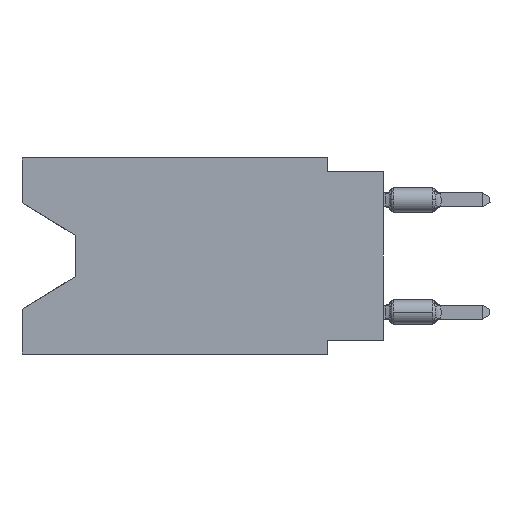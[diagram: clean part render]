
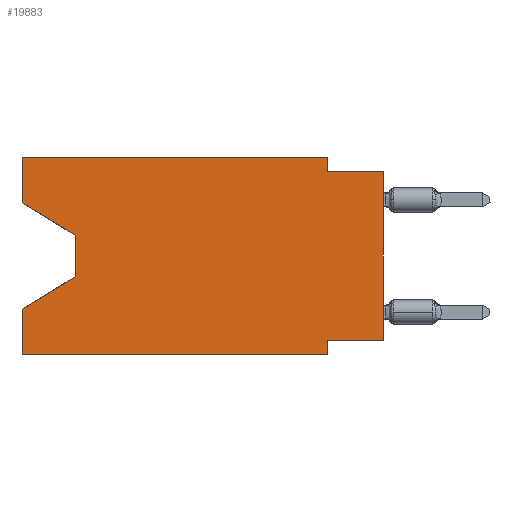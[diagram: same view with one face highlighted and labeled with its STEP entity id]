
A CAD part, left-side view. The second image highlights one B-rep face of the part: STEP entity #19883.
In plain terms, the highlighted planar face has unit normal (-1, 0, 0).
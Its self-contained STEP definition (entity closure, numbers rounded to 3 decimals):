
#727 = VECTOR ( 'NONE', #28922, 1000. ) ;
#1361 = DIRECTION ( 'NONE',  ( 0., 0., 1. ) ) ;
#1412 = EDGE_LOOP ( 'NONE', ( #16453, #7974, #27792, #24011, #30396, #12863, #23701, #25982, #31538, #11761, #10848, #22680 ) ) ;
#1847 = VERTEX_POINT ( 'NONE', #19843 ) ;
#2140 = CARTESIAN_POINT ( 'NONE',  ( 0., 16.383, 0. ) ) ;
#2207 = CARTESIAN_POINT ( 'NONE',  ( 0., 16.383, -6.852 ) ) ;
#2668 = EDGE_CURVE ( 'NONE', #7828, #15791, #23358, .T. ) ;
#2960 = CARTESIAN_POINT ( 'NONE',  ( 0., 16.383, 0. ) ) ;
#3095 = VERTEX_POINT ( 'NONE', #10931 ) ;
#4200 = CARTESIAN_POINT ( 'NONE',  ( 0., 16.383, -8.89 ) ) ;
#4451 = VECTOR ( 'NONE', #27802, 1000. ) ;
#4776 = EDGE_CURVE ( 'NONE', #18459, #4988, #27524, .T. ) ;
#4988 = VERTEX_POINT ( 'NONE', #20421 ) ;
#5125 = VERTEX_POINT ( 'NONE', #9660 ) ;
#5261 = CARTESIAN_POINT ( 'NONE',  ( 0., 2.54, 0. ) ) ;
#5431 = FACE_OUTER_BOUND ( 'NONE', #1412, .T. ) ;
#5599 = CARTESIAN_POINT ( 'NONE',  ( 0., 16.383, -8.89 ) ) ;
#7047 = CARTESIAN_POINT ( 'NONE',  ( 0., 13.97, -5.385 ) ) ;
#7450 = DIRECTION ( 'NONE',  ( 0., 0., 1. ) ) ;
#7566 = LINE ( 'NONE', #29979, #11461 ) ;
#7731 = DIRECTION ( 'NONE',  ( 1., 0., 0. ) ) ;
#7828 = VERTEX_POINT ( 'NONE', #5261 ) ;
#7900 = EDGE_CURVE ( 'NONE', #1847, #30346, #18278, .T. ) ;
#7946 = LINE ( 'NONE', #25578, #17850 ) ;
#7974 = ORIENTED_EDGE ( 'NONE', *, *, #7900, .T. ) ;
#8049 = CARTESIAN_POINT ( 'NONE',  ( 0., 0., -0.635 ) ) ;
#8506 = CARTESIAN_POINT ( 'NONE',  ( 0., 2.54, -8.89 ) ) ;
#9075 = VERTEX_POINT ( 'NONE', #5599 ) ;
#9365 = EDGE_CURVE ( 'NONE', #30346, #31573, #22043, .T. ) ;
#9660 = CARTESIAN_POINT ( 'NONE',  ( 0., 2.54, -8.89 ) ) ;
#10182 = VECTOR ( 'NONE', #18426, 1000. ) ;
#10848 = ORIENTED_EDGE ( 'NONE', *, *, #14020, .F. ) ;
#10931 = CARTESIAN_POINT ( 'NONE',  ( 0., 2.54, -8.255 ) ) ;
#11461 = VECTOR ( 'NONE', #22234, 1000. ) ;
#11556 = EDGE_CURVE ( 'NONE', #9075, #31573, #20650, .T. ) ;
#11761 = ORIENTED_EDGE ( 'NONE', *, *, #2668, .F. ) ;
#11864 = VECTOR ( 'NONE', #17799, 1000. ) ;
#12863 = ORIENTED_EDGE ( 'NONE', *, *, #19190, .F. ) ;
#13015 = DIRECTION ( 'NONE',  ( 0., 0., -1. ) ) ;
#13452 = EDGE_CURVE ( 'NONE', #23662, #1847, #7566, .T. ) ;
#13460 = LINE ( 'NONE', #8506, #17856 ) ;
#13766 = CARTESIAN_POINT ( 'NONE',  ( 0., 0., -8.255 ) ) ;
#13933 = VECTOR ( 'NONE', #1361, 1000. ) ;
#14020 = EDGE_CURVE ( 'NONE', #17751, #7828, #27025, .T. ) ;
#14249 = DIRECTION ( 'NONE',  ( 0., -1., 0. ) ) ;
#14412 = LINE ( 'NONE', #4200, #29304 ) ;
#15458 = EDGE_CURVE ( 'NONE', #23662, #17751, #7946, .T. ) ;
#15646 = CARTESIAN_POINT ( 'NONE',  ( 0., 13.97, -3.505 ) ) ;
#15791 = VERTEX_POINT ( 'NONE', #22534 ) ;
#16092 = DIRECTION ( 'NONE',  ( 0., 0., -1. ) ) ;
#16453 = ORIENTED_EDGE ( 'NONE', *, *, #13452, .T. ) ;
#17167 = VECTOR ( 'NONE', #18103, 1000. ) ;
#17700 = CARTESIAN_POINT ( 'NONE',  ( 0., 16.383, 0. ) ) ;
#17751 = VERTEX_POINT ( 'NONE', #17700 ) ;
#17799 = DIRECTION ( 'NONE',  ( 0., 0., 1. ) ) ;
#17850 = VECTOR ( 'NONE', #7450, 1000. ) ;
#17856 = VECTOR ( 'NONE', #16092, 1000. ) ;
#18103 = DIRECTION ( 'NONE',  ( 0., -1., 0. ) ) ;
#18278 = LINE ( 'NONE', #15646, #19642 ) ;
#18392 = LINE ( 'NONE', #13766, #727 ) ;
#18426 = DIRECTION ( 'NONE',  ( 0., 0., -1. ) ) ;
#18428 = AXIS2_PLACEMENT_3D ( 'NONE', #2960, #7731, #13015 ) ;
#18459 = VERTEX_POINT ( 'NONE', #32458 ) ;
#19190 = EDGE_CURVE ( 'NONE', #3095, #5125, #13460, .T. ) ;
#19642 = VECTOR ( 'NONE', #25678, 1000. ) ;
#19843 = CARTESIAN_POINT ( 'NONE',  ( 0., 13.97, -3.505 ) ) ;
#19883 = ADVANCED_FACE ( 'NONE', ( #5431 ), #25530, .F. ) ;
#20421 = CARTESIAN_POINT ( 'NONE',  ( 0., 0., -0.635 ) ) ;
#20650 = LINE ( 'NONE', #28730, #13933 ) ;
#22043 = LINE ( 'NONE', #7047, #4451 ) ;
#22234 = DIRECTION ( 'NONE',  ( 0., -0.855, -0.519 ) ) ;
#22534 = CARTESIAN_POINT ( 'NONE',  ( 0., 2.54, -0.635 ) ) ;
#22680 = ORIENTED_EDGE ( 'NONE', *, *, #15458, .F. ) ;
#23358 = LINE ( 'NONE', #25829, #10182 ) ;
#23537 = EDGE_CURVE ( 'NONE', #9075, #5125, #14412, .T. ) ;
#23662 = VERTEX_POINT ( 'NONE', #27091 ) ;
#23701 = ORIENTED_EDGE ( 'NONE', *, *, #29112, .F. ) ;
#24011 = ORIENTED_EDGE ( 'NONE', *, *, #11556, .F. ) ;
#24719 = EDGE_CURVE ( 'NONE', #15791, #4988, #30616, .T. ) ;
#25530 = PLANE ( 'NONE',  #18428 ) ;
#25578 = CARTESIAN_POINT ( 'NONE',  ( 0., 16.383, 0. ) ) ;
#25678 = DIRECTION ( 'NONE',  ( 0., 0., -1. ) ) ;
#25829 = CARTESIAN_POINT ( 'NONE',  ( 0., 2.54, 0. ) ) ;
#25982 = ORIENTED_EDGE ( 'NONE', *, *, #4776, .T. ) ;
#27025 = LINE ( 'NONE', #2140, #27780 ) ;
#27091 = CARTESIAN_POINT ( 'NONE',  ( 0., 16.383, -2.038 ) ) ;
#27524 = LINE ( 'NONE', #32482, #11864 ) ;
#27780 = VECTOR ( 'NONE', #29826, 1000. ) ;
#27792 = ORIENTED_EDGE ( 'NONE', *, *, #9365, .T. ) ;
#27802 = DIRECTION ( 'NONE',  ( 0., 0.855, -0.519 ) ) ;
#28730 = CARTESIAN_POINT ( 'NONE',  ( 0., 16.383, 0. ) ) ;
#28922 = DIRECTION ( 'NONE',  ( 0., 1., 0. ) ) ;
#29112 = EDGE_CURVE ( 'NONE', #18459, #3095, #18392, .T. ) ;
#29304 = VECTOR ( 'NONE', #14249, 1000. ) ;
#29826 = DIRECTION ( 'NONE',  ( 0., -1., 0. ) ) ;
#29979 = CARTESIAN_POINT ( 'NONE',  ( 0., 16.383, -2.038 ) ) ;
#30346 = VERTEX_POINT ( 'NONE', #32045 ) ;
#30396 = ORIENTED_EDGE ( 'NONE', *, *, #23537, .T. ) ;
#30616 = LINE ( 'NONE', #8049, #17167 ) ;
#31538 = ORIENTED_EDGE ( 'NONE', *, *, #24719, .F. ) ;
#31573 = VERTEX_POINT ( 'NONE', #2207 ) ;
#32045 = CARTESIAN_POINT ( 'NONE',  ( 0., 13.97, -5.385 ) ) ;
#32458 = CARTESIAN_POINT ( 'NONE',  ( 0., 0., -8.255 ) ) ;
#32482 = CARTESIAN_POINT ( 'NONE',  ( 0., 0., 0. ) ) ;
